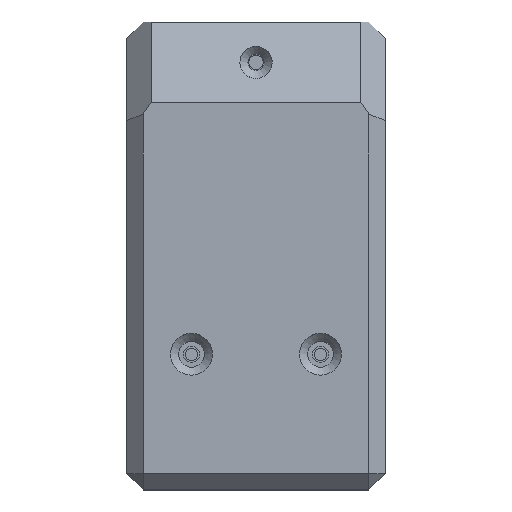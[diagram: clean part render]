
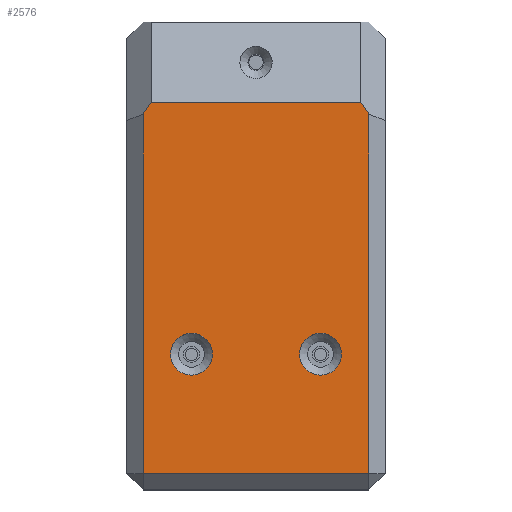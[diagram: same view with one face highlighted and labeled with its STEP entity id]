
A CAD part, top view. The second image highlights one B-rep face of the part: STEP entity #2576.
In plain terms, the highlighted planar face has unit normal (0, 0, 1).
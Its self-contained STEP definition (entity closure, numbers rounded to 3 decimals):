
#54=CIRCLE('',#2755,2.6);
#55=CIRCLE('',#2756,2.6);
#82=FACE_BOUND('',#321,.T.);
#83=FACE_BOUND('',#322,.T.);
#170=FACE_OUTER_BOUND('',#320,.T.);
#320=EDGE_LOOP('',(#2055,#2056,#2057,#2058,#2059,#2060));
#321=EDGE_LOOP('',(#2061));
#322=EDGE_LOOP('',(#2062));
#580=LINE('',#3927,#913);
#586=LINE('',#3939,#919);
#587=LINE('',#3941,#920);
#588=LINE('',#3943,#921);
#589=LINE('',#3945,#922);
#590=LINE('',#3946,#923);
#913=VECTOR('',#3210,10.);
#919=VECTOR('',#3218,10.);
#920=VECTOR('',#3219,10.);
#921=VECTOR('',#3220,10.);
#922=VECTOR('',#3221,10.);
#923=VECTOR('',#3222,10.);
#1182=VERTEX_POINT('',#3925);
#1183=VERTEX_POINT('',#3926);
#1188=VERTEX_POINT('',#3938);
#1189=VERTEX_POINT('',#3940);
#1190=VERTEX_POINT('',#3942);
#1191=VERTEX_POINT('',#3944);
#1192=VERTEX_POINT('',#3947);
#1193=VERTEX_POINT('',#3949);
#1487=EDGE_CURVE('',#1182,#1183,#580,.T.);
#1493=EDGE_CURVE('',#1188,#1182,#586,.T.);
#1494=EDGE_CURVE('',#1189,#1188,#587,.T.);
#1495=EDGE_CURVE('',#1190,#1189,#588,.T.);
#1496=EDGE_CURVE('',#1191,#1190,#589,.T.);
#1497=EDGE_CURVE('',#1183,#1191,#590,.T.);
#1498=EDGE_CURVE('',#1192,#1192,#54,.T.);
#1499=EDGE_CURVE('',#1193,#1193,#55,.T.);
#2055=ORIENTED_EDGE('',*,*,#1487,.F.);
#2056=ORIENTED_EDGE('',*,*,#1493,.F.);
#2057=ORIENTED_EDGE('',*,*,#1494,.F.);
#2058=ORIENTED_EDGE('',*,*,#1495,.F.);
#2059=ORIENTED_EDGE('',*,*,#1496,.F.);
#2060=ORIENTED_EDGE('',*,*,#1497,.F.);
#2061=ORIENTED_EDGE('',*,*,#1498,.T.);
#2062=ORIENTED_EDGE('',*,*,#1499,.T.);
#2447=PLANE('',#2754);
#2576=ADVANCED_FACE('',(#170,#82,#83),#2447,.T.);
#2754=AXIS2_PLACEMENT_3D('',#3937,#3216,#3217);
#2755=AXIS2_PLACEMENT_3D('',#3948,#3223,#3224);
#2756=AXIS2_PLACEMENT_3D('',#3950,#3225,#3226);
#3210=DIRECTION('',(0.577,0.816,0.));
#3216=DIRECTION('center_axis',(0.,0.,1.));
#3217=DIRECTION('ref_axis',(1.,0.,0.));
#3218=DIRECTION('',(0.,1.,0.));
#3219=DIRECTION('',(-1.,0.,0.));
#3220=DIRECTION('',(0.,-1.,0.));
#3221=DIRECTION('',(0.577,-0.816,0.));
#3222=DIRECTION('',(1.,0.,0.));
#3223=DIRECTION('center_axis',(0.,0.,-1.));
#3224=DIRECTION('ref_axis',(1.,0.,0.));
#3225=DIRECTION('center_axis',(0.,0.,-1.));
#3226=DIRECTION('ref_axis',(1.,0.,0.));
#3925=CARTESIAN_POINT('',(2.,31.586,23.));
#3926=CARTESIAN_POINT('',(3.,33.,23.));
#3927=CARTESIAN_POINT('',(2.18,31.84,23.));
#3937=CARTESIAN_POINT('Origin',(16.,14.,23.));
#3938=CARTESIAN_POINT('',(2.,-13.,23.));
#3939=CARTESIAN_POINT('',(2.,28.5,23.));
#3940=CARTESIAN_POINT('',(30.,-13.,23.));
#3941=CARTESIAN_POINT('',(8.,-13.,23.));
#3942=CARTESIAN_POINT('',(30.,31.586,23.));
#3943=CARTESIAN_POINT('',(30.,-0.5,23.));
#3944=CARTESIAN_POINT('',(29.,33.,23.));
#3945=CARTESIAN_POINT('',(33.238,27.007,23.));
#3946=CARTESIAN_POINT('',(24.,33.,23.));
#3947=CARTESIAN_POINT('',(5.4,1.8,23.));
#3948=CARTESIAN_POINT('Origin',(8.,1.8,23.));
#3949=CARTESIAN_POINT('',(21.4,1.8,23.));
#3950=CARTESIAN_POINT('Origin',(24.,1.8,23.));
